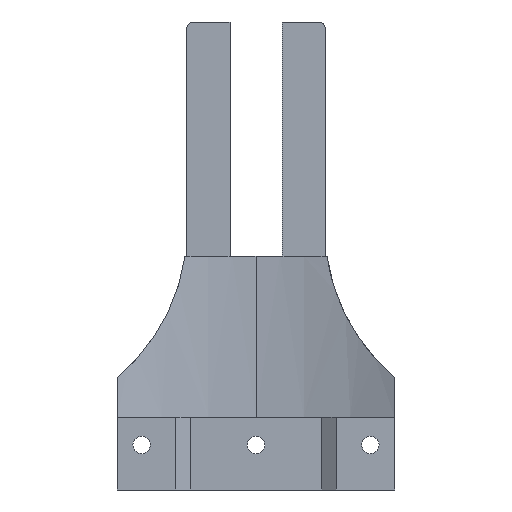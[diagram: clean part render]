
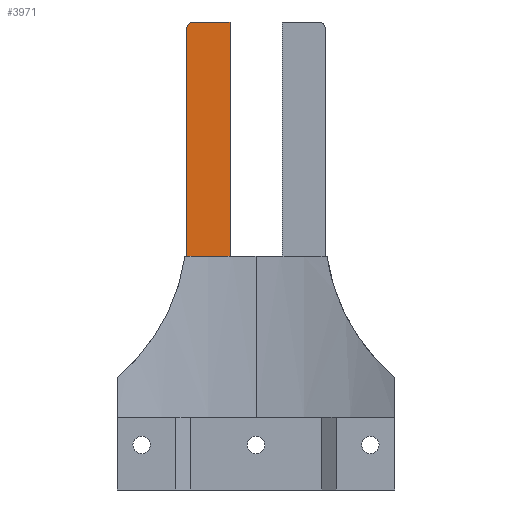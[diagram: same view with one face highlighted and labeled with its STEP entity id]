
A CAD part, left-side view. The second image highlights one B-rep face of the part: STEP entity #3971.
In plain terms, the highlighted planar face has unit normal (-1, 0, 0).
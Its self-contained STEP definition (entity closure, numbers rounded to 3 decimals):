
#808 = PLANE('',#809);
#809 = AXIS2_PLACEMENT_3D('',#810,#811,#812);
#810 = CARTESIAN_POINT('',(195.692,20.,158.));
#811 = DIRECTION('',(0.,-1.,0.));
#812 = DIRECTION('',(1.,0.,0.));
#1372 = PLANE('',#1373);
#1373 = AXIS2_PLACEMENT_3D('',#1374,#1375,#1376);
#1374 = CARTESIAN_POINT('',(177.418,0.,158.));
#1375 = DIRECTION('',(0.,0.,1.));
#1376 = DIRECTION('',(1.,0.,0.));
#1400 = PLANE('',#1401);
#1401 = AXIS2_PLACEMENT_3D('',#1402,#1403,#1404);
#1402 = CARTESIAN_POINT('',(198.266,7.5,158.));
#1403 = DIRECTION('',(0.,1.,0.));
#1404 = DIRECTION('',(-1.,0.,0.));
#2139 = EDGE_CURVE('',#2140,#2142,#2144,.T.);
#2140 = VERTEX_POINT('',#2141);
#2141 = CARTESIAN_POINT('',(196.778,20.,156.));
#2142 = VERTEX_POINT('',#2143);
#2143 = CARTESIAN_POINT('',(196.778,20.,90.5));
#2144 = SURFACE_CURVE('',#2145,(#2149,#2156),.PCURVE_S1.);
#2145 = LINE('',#2146,#2147);
#2146 = CARTESIAN_POINT('',(196.778,20.,158.));
#2147 = VECTOR('',#2148,1.);
#2148 = DIRECTION('',(0.,0.,-1.));
#2149 = PCURVE('',#808,#2150);
#2150 = DEFINITIONAL_REPRESENTATION('',(#2151),#2155);
#2151 = LINE('',#2152,#2153);
#2152 = CARTESIAN_POINT('',(1.087,0.));
#2153 = VECTOR('',#2154,1.);
#2154 = DIRECTION('',(0.,-1.));
#2155 = ( GEOMETRIC_REPRESENTATION_CONTEXT(2) 
PARAMETRIC_REPRESENTATION_CONTEXT() REPRESENTATION_CONTEXT('2D SPACE',''
  ) );
#2156 = PCURVE('',#2157,#2162);
#2157 = PLANE('',#2158);
#2158 = AXIS2_PLACEMENT_3D('',#2159,#2160,#2161);
#2159 = CARTESIAN_POINT('',(196.778,-40.,158.));
#2160 = DIRECTION('',(-1.,0.,0.));
#2161 = DIRECTION('',(-0.,0.,-1.));
#2162 = DEFINITIONAL_REPRESENTATION('',(#2163),#2167);
#2163 = LINE('',#2164,#2165);
#2164 = CARTESIAN_POINT('',(0.,-60.));
#2165 = VECTOR('',#2166,1.);
#2166 = DIRECTION('',(1.,0.));
#2167 = ( GEOMETRIC_REPRESENTATION_CONTEXT(2) 
PARAMETRIC_REPRESENTATION_CONTEXT() REPRESENTATION_CONTEXT('2D SPACE',''
  ) );
#2185 = PLANE('',#2186);
#2186 = AXIS2_PLACEMENT_3D('',#2187,#2188,#2189);
#2187 = CARTESIAN_POINT('',(196.778,-40.,90.5));
#2188 = DIRECTION('',(0.,0.,1.));
#2189 = DIRECTION('',(-1.,0.,0.));
#2278 = CYLINDRICAL_SURFACE('',#2279,2.);
#2279 = AXIS2_PLACEMENT_3D('',#2280,#2281,#2282);
#2280 = CARTESIAN_POINT('',(196.778,18.,156.));
#2281 = DIRECTION('',(1.,0.,0.));
#2282 = DIRECTION('',(0.,1.,0.));
#3235 = EDGE_CURVE('',#3236,#3238,#3240,.T.);
#3236 = VERTEX_POINT('',#3237);
#3237 = CARTESIAN_POINT('',(196.778,7.5,158.));
#3238 = VERTEX_POINT('',#3239);
#3239 = CARTESIAN_POINT('',(196.778,18.,158.));
#3240 = SURFACE_CURVE('',#3241,(#3245,#3252),.PCURVE_S1.);
#3241 = LINE('',#3242,#3243);
#3242 = CARTESIAN_POINT('',(196.778,-40.,158.));
#3243 = VECTOR('',#3244,1.);
#3244 = DIRECTION('',(0.,1.,0.));
#3245 = PCURVE('',#1372,#3246);
#3246 = DEFINITIONAL_REPRESENTATION('',(#3247),#3251);
#3247 = LINE('',#3248,#3249);
#3248 = CARTESIAN_POINT('',(19.361,-40.));
#3249 = VECTOR('',#3250,1.);
#3250 = DIRECTION('',(0.,1.));
#3251 = ( GEOMETRIC_REPRESENTATION_CONTEXT(2) 
PARAMETRIC_REPRESENTATION_CONTEXT() REPRESENTATION_CONTEXT('2D SPACE',''
  ) );
#3252 = PCURVE('',#2157,#3253);
#3253 = DEFINITIONAL_REPRESENTATION('',(#3254),#3258);
#3254 = LINE('',#3255,#3256);
#3255 = CARTESIAN_POINT('',(-0.,0.));
#3256 = VECTOR('',#3257,1.);
#3257 = DIRECTION('',(0.,-1.));
#3258 = ( GEOMETRIC_REPRESENTATION_CONTEXT(2) 
PARAMETRIC_REPRESENTATION_CONTEXT() REPRESENTATION_CONTEXT('2D SPACE',''
  ) );
#3338 = VERTEX_POINT('',#3339);
#3339 = CARTESIAN_POINT('',(196.778,7.5,90.5));
#3365 = EDGE_CURVE('',#3236,#3338,#3366,.T.);
#3366 = SURFACE_CURVE('',#3367,(#3371,#3378),.PCURVE_S1.);
#3367 = LINE('',#3368,#3369);
#3368 = CARTESIAN_POINT('',(196.778,7.5,158.));
#3369 = VECTOR('',#3370,1.);
#3370 = DIRECTION('',(-0.,-0.,-1.));
#3371 = PCURVE('',#1400,#3372);
#3372 = DEFINITIONAL_REPRESENTATION('',(#3373),#3377);
#3373 = LINE('',#3374,#3375);
#3374 = CARTESIAN_POINT('',(1.488,0.));
#3375 = VECTOR('',#3376,1.);
#3376 = DIRECTION('',(0.,-1.));
#3377 = ( GEOMETRIC_REPRESENTATION_CONTEXT(2) 
PARAMETRIC_REPRESENTATION_CONTEXT() REPRESENTATION_CONTEXT('2D SPACE',''
  ) );
#3378 = PCURVE('',#2157,#3379);
#3379 = DEFINITIONAL_REPRESENTATION('',(#3380),#3384);
#3380 = LINE('',#3381,#3382);
#3381 = CARTESIAN_POINT('',(0.,-47.5));
#3382 = VECTOR('',#3383,1.);
#3383 = DIRECTION('',(1.,0.));
#3384 = ( GEOMETRIC_REPRESENTATION_CONTEXT(2) 
PARAMETRIC_REPRESENTATION_CONTEXT() REPRESENTATION_CONTEXT('2D SPACE',''
  ) );
#3971 = ADVANCED_FACE('',(#3972),#2157,.T.);
#3972 = FACE_BOUND('',#3973,.T.);
#3973 = EDGE_LOOP('',(#3974,#3975,#3996,#3997,#3998));
#3974 = ORIENTED_EDGE('',*,*,#2139,.T.);
#3975 = ORIENTED_EDGE('',*,*,#3976,.F.);
#3976 = EDGE_CURVE('',#3338,#2142,#3977,.T.);
#3977 = SURFACE_CURVE('',#3978,(#3982,#3989),.PCURVE_S1.);
#3978 = LINE('',#3979,#3980);
#3979 = CARTESIAN_POINT('',(196.778,-40.,90.5));
#3980 = VECTOR('',#3981,1.);
#3981 = DIRECTION('',(0.,1.,0.));
#3982 = PCURVE('',#2157,#3983);
#3983 = DEFINITIONAL_REPRESENTATION('',(#3984),#3988);
#3984 = LINE('',#3985,#3986);
#3985 = CARTESIAN_POINT('',(67.5,0.));
#3986 = VECTOR('',#3987,1.);
#3987 = DIRECTION('',(0.,-1.));
#3988 = ( GEOMETRIC_REPRESENTATION_CONTEXT(2) 
PARAMETRIC_REPRESENTATION_CONTEXT() REPRESENTATION_CONTEXT('2D SPACE',''
  ) );
#3989 = PCURVE('',#2185,#3990);
#3990 = DEFINITIONAL_REPRESENTATION('',(#3991),#3995);
#3991 = LINE('',#3992,#3993);
#3992 = CARTESIAN_POINT('',(0.,0.));
#3993 = VECTOR('',#3994,1.);
#3994 = DIRECTION('',(0.,-1.));
#3995 = ( GEOMETRIC_REPRESENTATION_CONTEXT(2) 
PARAMETRIC_REPRESENTATION_CONTEXT() REPRESENTATION_CONTEXT('2D SPACE',''
  ) );
#3996 = ORIENTED_EDGE('',*,*,#3365,.F.);
#3997 = ORIENTED_EDGE('',*,*,#3235,.T.);
#3998 = ORIENTED_EDGE('',*,*,#3999,.F.);
#3999 = EDGE_CURVE('',#2140,#3238,#4000,.T.);
#4000 = SURFACE_CURVE('',#4001,(#4006,#4017),.PCURVE_S1.);
#4001 = CIRCLE('',#4002,2.);
#4002 = AXIS2_PLACEMENT_3D('',#4003,#4004,#4005);
#4003 = CARTESIAN_POINT('',(196.778,18.,156.));
#4004 = DIRECTION('',(1.,0.,-0.));
#4005 = DIRECTION('',(0.,0.,1.));
#4006 = PCURVE('',#2157,#4007);
#4007 = DEFINITIONAL_REPRESENTATION('',(#4008),#4016);
#4008 = ( BOUNDED_CURVE() B_SPLINE_CURVE(2,(#4009,#4010,#4011,#4012,
#4013,#4014,#4015),.UNSPECIFIED.,.T.,.F.) B_SPLINE_CURVE_WITH_KNOTS((1,2
    ,2,2,2,1),(-2.094,0.,2.094,4.189,
6.283,8.378),.UNSPECIFIED.) CURVE() 
GEOMETRIC_REPRESENTATION_ITEM() RATIONAL_B_SPLINE_CURVE((1.,0.5,1.,0.5,
1.,0.5,1.)) REPRESENTATION_ITEM('') );
#4009 = CARTESIAN_POINT('',(0.,-58.));
#4010 = CARTESIAN_POINT('',(0.,-54.536));
#4011 = CARTESIAN_POINT('',(3.,-56.268));
#4012 = CARTESIAN_POINT('',(6.,-58.));
#4013 = CARTESIAN_POINT('',(3.,-59.732));
#4014 = CARTESIAN_POINT('',(0.,-61.464));
#4015 = CARTESIAN_POINT('',(0.,-58.));
#4016 = ( GEOMETRIC_REPRESENTATION_CONTEXT(2) 
PARAMETRIC_REPRESENTATION_CONTEXT() REPRESENTATION_CONTEXT('2D SPACE',''
  ) );
#4017 = PCURVE('',#2278,#4018);
#4018 = DEFINITIONAL_REPRESENTATION('',(#4019),#4023);
#4019 = LINE('',#4020,#4021);
#4020 = CARTESIAN_POINT('',(-4.712,0.));
#4021 = VECTOR('',#4022,1.);
#4022 = DIRECTION('',(1.,0.));
#4023 = ( GEOMETRIC_REPRESENTATION_CONTEXT(2) 
PARAMETRIC_REPRESENTATION_CONTEXT() REPRESENTATION_CONTEXT('2D SPACE',''
  ) );
